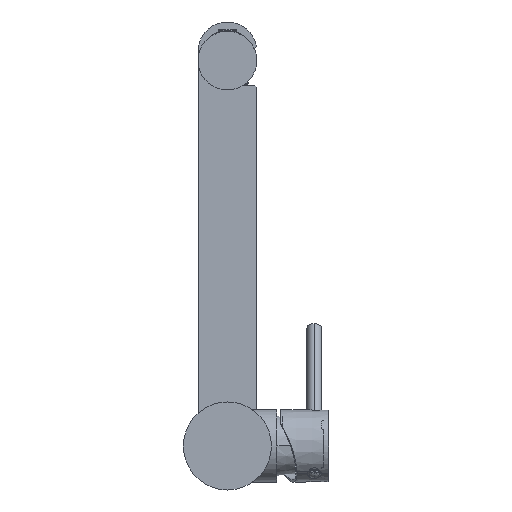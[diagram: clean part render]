
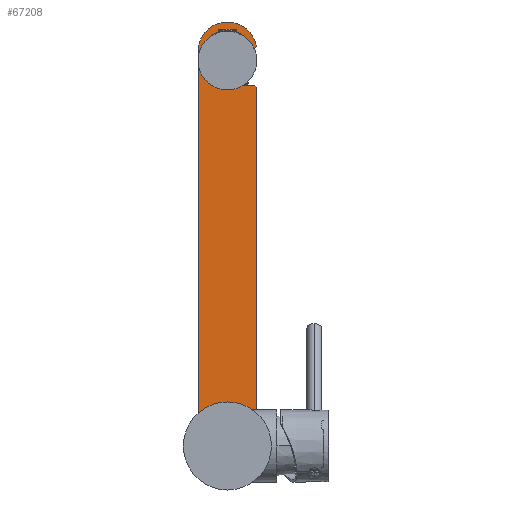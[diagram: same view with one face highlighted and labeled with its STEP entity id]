
A CAD part, front view. The second image highlights one B-rep face of the part: STEP entity #67208.
In plain terms, the highlighted planar face has unit normal (0, -1, 0).
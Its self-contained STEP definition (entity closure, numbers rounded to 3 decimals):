
#2865=CARTESIAN_POINT('',(0.,299.7,0.));
#2866=DIRECTION('',(0.,1.,0.));
#2867=DIRECTION('',(1.,0.,0.));
#2868=AXIS2_PLACEMENT_3D('',#2865,#2866,#2867);
#2878=DIRECTION('',(0.913,0.,-0.408));
#2879=VECTOR('',#2878,0.408);
#2880=CARTESIAN_POINT('',(7.454,299.7,216.667));
#2881=LINE('',#2880,#2879);
#2882=CARTESIAN_POINT('',(0.,299.7,210.));
#2883=DIRECTION('',(0.,-1.,0.));
#2884=DIRECTION('',(0.745,0.,0.667));
#2885=AXIS2_PLACEMENT_3D('',#2882,#2883,#2884);
#2887=DIRECTION('',(0.,0.,-1.));
#2888=VECTOR('',#2887,3.5);
#2889=CARTESIAN_POINT('',(-10.,299.7,210.));
#2890=LINE('',#2889,#2888);
#2891=CARTESIAN_POINT('',(0.,299.7,206.5));
#2892=DIRECTION('',(0.,-1.,0.));
#2893=DIRECTION('',(-1.,0.,0.));
#2894=AXIS2_PLACEMENT_3D('',#2891,#2892,#2893);
#2896=DIRECTION('',(1.,0.,0.));
#2897=VECTOR('',#2896,15.);
#2898=CARTESIAN_POINT('',(0.,299.7,196.5));
#2899=LINE('',#2898,#2897);
#2900=DIRECTION('',(-0.707,0.,0.707));
#2901=VECTOR('',#2900,1.414);
#2902=CARTESIAN_POINT('',(16.,299.7,195.5));
#2903=LINE('',#2902,#2901);
#2904=DIRECTION('',(0.,0.,-1.));
#2905=VECTOR('',#2904,195.5);
#2906=CARTESIAN_POINT('',(16.,299.7,195.5));
#2907=LINE('',#2906,#2905);
#2908=CARTESIAN_POINT('',(0.,299.7,0.));
#2909=DIRECTION('',(0.,1.,0.));
#2910=DIRECTION('',(1.,0.,0.));
#2911=AXIS2_PLACEMENT_3D('',#2908,#2909,#2910);
#2913=DIRECTION('',(0.,0.,1.));
#2914=VECTOR('',#2913,215.);
#2915=CARTESIAN_POINT('',(-16.,299.7,0.));
#2916=LINE('',#2915,#2914);
#2917=CARTESIAN_POINT('',(0.,299.7,215.));
#2918=DIRECTION('',(0.,1.,0.));
#2919=DIRECTION('',(-1.,0.,0.));
#2920=AXIS2_PLACEMENT_3D('',#2917,#2918,#2919);
#2922=DIRECTION('',(0.645,0.,0.764));
#2923=VECTOR('',#2922,1.528);
#2924=CARTESIAN_POINT('',(14.79,299.7,216.5));
#2925=LINE('',#2924,#2923);
#2926=DIRECTION('',(-1.,0.,0.));
#2927=VECTOR('',#2926,6.964);
#2928=CARTESIAN_POINT('',(14.79,299.7,216.5));
#2929=LINE('',#2928,#2927);
#62315=CARTESIAN_POINT('',(0.,299.7,0.));
#62316=DIRECTION('',(0.,1.,0.));
#62317=DIRECTION('',(-1.,0.,0.));
#62318=AXIS2_PLACEMENT_3D('',#62315,#62316,#62317);
#63233=CARTESIAN_POINT('',(-10.,299.7,210.));
#63234=CARTESIAN_POINT('',(-10.,299.7,206.5));
#63235=VERTEX_POINT('',#63233);
#63236=VERTEX_POINT('',#63234);
#63237=CARTESIAN_POINT('',(0.,299.7,196.5));
#63238=VERTEX_POINT('',#63237);
#63239=CARTESIAN_POINT('',(16.,299.7,0.));
#63240=CARTESIAN_POINT('',(-16.,299.7,0.));
#63241=VERTEX_POINT('',#63239);
#63242=VERTEX_POINT('',#63240);
#63243=CARTESIAN_POINT('',(-16.,299.7,215.));
#63244=VERTEX_POINT('',#63243);
#63251=CARTESIAN_POINT('',(14.79,299.7,216.5));
#63252=CARTESIAN_POINT('',(15.776,299.7,217.667));
#63253=VERTEX_POINT('',#63251);
#63254=VERTEX_POINT('',#63252);
#63259=CARTESIAN_POINT('',(16.,299.7,195.5));
#63260=CARTESIAN_POINT('',(15.,299.7,196.5));
#63261=VERTEX_POINT('',#63259);
#63262=VERTEX_POINT('',#63260);
#63267=CARTESIAN_POINT('',(7.454,299.7,216.667));
#63268=CARTESIAN_POINT('',(7.826,299.7,216.5));
#63269=VERTEX_POINT('',#63267);
#63270=VERTEX_POINT('',#63268);
#63554=CARTESIAN_POINT('',(-13.1,299.7,0.));
#63555=CARTESIAN_POINT('',(13.1,299.7,0.));
#63556=VERTEX_POINT('',#63554);
#63557=VERTEX_POINT('',#63555);
#67172=CARTESIAN_POINT('',(0.,299.7,107.5));
#67173=DIRECTION('',(0.,1.,0.));
#67174=DIRECTION('',(0.,0.,-1.));
#67175=AXIS2_PLACEMENT_3D('',#67172,#67173,#67174);
#67176=PLANE('',#67175);
#67178=ORIENTED_EDGE('',*,*,#67177,.F.);
#67180=ORIENTED_EDGE('',*,*,#67179,.T.);
#67182=ORIENTED_EDGE('',*,*,#67181,.T.);
#67184=ORIENTED_EDGE('',*,*,#67183,.T.);
#67186=ORIENTED_EDGE('',*,*,#67185,.T.);
#67188=ORIENTED_EDGE('',*,*,#67187,.F.);
#67190=ORIENTED_EDGE('',*,*,#67189,.T.);
#67192=ORIENTED_EDGE('',*,*,#67191,.T.);
#67194=ORIENTED_EDGE('',*,*,#67193,.T.);
#67196=ORIENTED_EDGE('',*,*,#67195,.T.);
#67198=ORIENTED_EDGE('',*,*,#67197,.F.);
#67200=ORIENTED_EDGE('',*,*,#67199,.T.);
#67201=EDGE_LOOP('',(#67178,#67180,#67182,#67184,#67186,#67188,#67190,#67192,
#67194,#67196,#67198,#67200));
#67202=FACE_OUTER_BOUND('',#67201,.F.);
#67204=ORIENTED_EDGE('',*,*,#67203,.F.);
#67205=ORIENTED_EDGE('',*,*,#67155,.F.);
#67206=EDGE_LOOP('',(#67204,#67205));
#67207=FACE_BOUND('',#67206,.F.);
#67208=ADVANCED_FACE('',(#67202,#67207),#67176,.F.);
#2869=CIRCLE('',#2868,13.1);
#2886=CIRCLE('',#2885,10.);
#2895=CIRCLE('',#2894,10.);
#2912=CIRCLE('',#2911,16.);
#2921=CIRCLE('',#2920,16.);
#62319=CIRCLE('',#62318,13.1);
#67155=EDGE_CURVE('',#63557,#63556,#2869,.T.);
#67177=EDGE_CURVE('',#63269,#63270,#2881,.T.);
#67179=EDGE_CURVE('',#63269,#63235,#2886,.T.);
#67181=EDGE_CURVE('',#63235,#63236,#2890,.T.);
#67183=EDGE_CURVE('',#63236,#63238,#2895,.T.);
#67185=EDGE_CURVE('',#63238,#63262,#2899,.T.);
#67187=EDGE_CURVE('',#63261,#63262,#2903,.T.);
#67189=EDGE_CURVE('',#63261,#63241,#2907,.T.);
#67191=EDGE_CURVE('',#63241,#63242,#2912,.T.);
#67193=EDGE_CURVE('',#63242,#63244,#2916,.T.);
#67195=EDGE_CURVE('',#63244,#63254,#2921,.T.);
#67197=EDGE_CURVE('',#63253,#63254,#2925,.T.);
#67199=EDGE_CURVE('',#63253,#63270,#2929,.T.);
#67203=EDGE_CURVE('',#63556,#63557,#62319,.T.);
